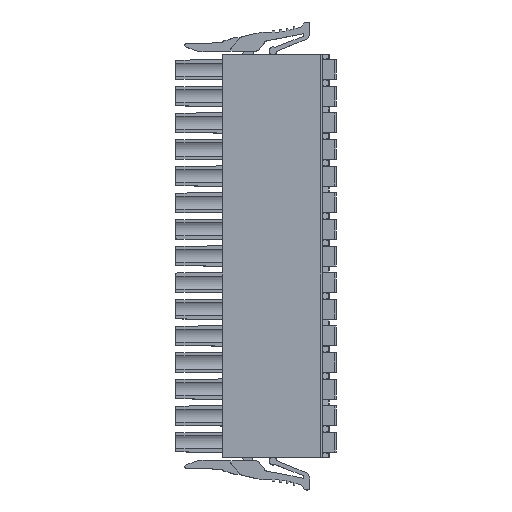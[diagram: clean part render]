
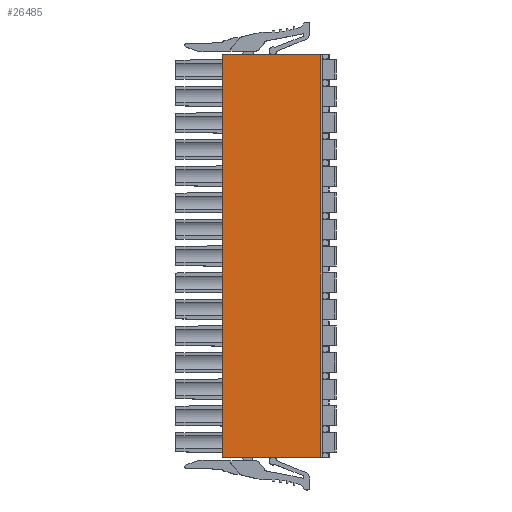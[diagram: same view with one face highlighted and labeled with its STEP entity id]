
A CAD part, top view. The second image highlights one B-rep face of the part: STEP entity #26485.
In plain terms, the highlighted planar face has unit normal (0, 0, 1).
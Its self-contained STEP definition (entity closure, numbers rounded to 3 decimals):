
#6115=DIRECTION('',(0.,1.,0.));
#6116=VECTOR('',#6115,57.54);
#6117=CARTESIAN_POINT('',(7.475,-22.265,3.4));
#6118=LINE('',#6117,#6116);
#6123=DIRECTION('',(0.,1.,0.));
#6124=VECTOR('',#6123,57.54);
#6125=CARTESIAN_POINT('',(-6.625,-22.265,
3.4));
#6126=LINE('',#6125,#6124);
#8540=DIRECTION('',(-1.,0.,0.));
#8541=VECTOR('',#8540,14.1);
#8542=CARTESIAN_POINT('',(7.475,35.275,3.4));
#8543=LINE('',#8542,#8541);
#9796=DIRECTION('',(1.,0.,0.));
#9797=VECTOR('',#9796,14.1);
#9798=CARTESIAN_POINT('',(-6.625,-22.265,
3.4));
#9799=LINE('',#9798,#9797);
#14614=CARTESIAN_POINT('',(-6.625,-22.265,
3.4));
#14615=VERTEX_POINT('',#14614);
#14642=CARTESIAN_POINT('',(7.475,-22.265,
3.4));
#14643=VERTEX_POINT('',#14642);
#17989=CARTESIAN_POINT('',(-6.625,35.275,
3.4));
#17990=VERTEX_POINT('',#17989);
#17991=CARTESIAN_POINT('',(7.475,35.275,3.4));
#17992=VERTEX_POINT('',#17991);
#26471=CARTESIAN_POINT('',(4.299,-14.645,3.4));
#26472=DIRECTION('',(0.,0.,1.));
#26473=DIRECTION('',(-1.,0.,0.));
#26474=AXIS2_PLACEMENT_3D('',#26471,#26472,#26473);
#26475=PLANE('',#26474);
#26477=ORIENTED_EDGE('',*,*,#26476,.T.);
#26479=ORIENTED_EDGE('',*,*,#26478,.F.);
#26480=ORIENTED_EDGE('',*,*,#26461,.F.);
#26482=ORIENTED_EDGE('',*,*,#26481,.F.);
#26483=EDGE_LOOP('',(#26477,#26479,#26480,#26482));
#26484=FACE_OUTER_BOUND('',#26483,.F.);
#26461=EDGE_CURVE('',#14643,#17992,#6118,.T.);
#26476=EDGE_CURVE('',#14615,#17990,#6126,.T.);
#26478=EDGE_CURVE('',#17992,#17990,#8543,.T.);
#26481=EDGE_CURVE('',#14615,#14643,#9799,.T.);
#26485=ADVANCED_FACE('',(#26484),#26475,.T.);
